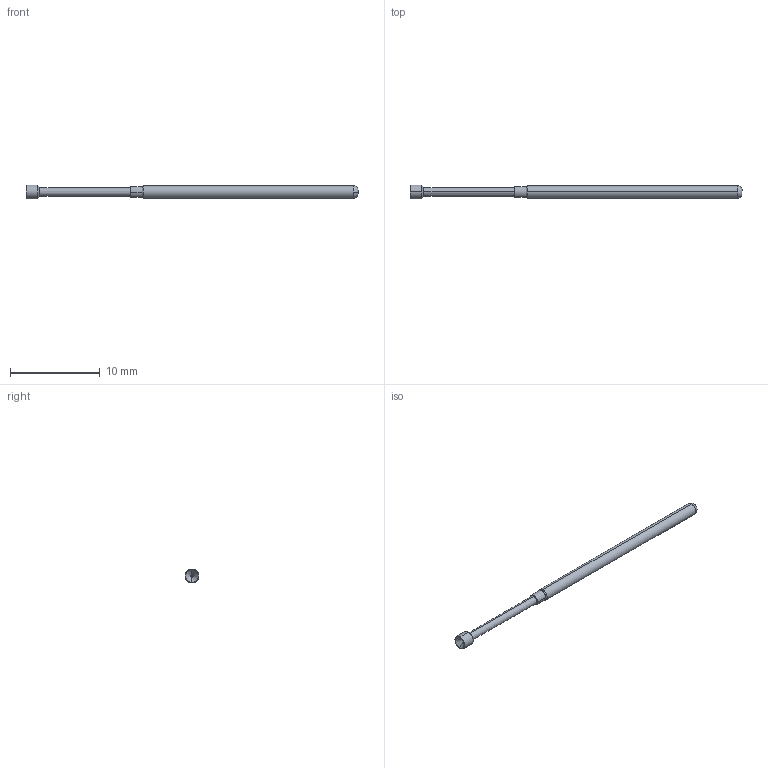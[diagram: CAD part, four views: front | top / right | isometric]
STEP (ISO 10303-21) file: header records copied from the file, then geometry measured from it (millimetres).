
FILE_DESCRIPTION (( 'STEP AP214' ), '1' );
FILE_NAME ('100-4022.STEP', '2022-01-12T20:35:19', ( '' ), ( '' ), 'SwSTEP 2.0', 'SolidWorks 2020', '' );
FILE_SCHEMA (( 'AUTOMOTIVE_DESIGN' ));
Length unit declared in the file: inch
Products named in the file (1): 100-4022
Bounding box: 37.08 x 1.56 x 1.56 mm (x, y, z)
Volume: 46.1 mm3; surface area: 149.8 mm2
Topology: 1 solids, 1 shells, 24 faces, 50 edges, 30 vertices
Faces by surface type: cone 12, cylinder 6, plane 4, torus 2
Entity records: 998 total; most frequent: DIRECTION 132, CARTESIAN_POINT 105, ORIENTED_EDGE 100, AXIS2_PLACEMENT_3D 57, EDGE_CURVE 50, CIRCLE 32, VERTEX_POINT 30, UNCERTAINTY_MEASURE_WITH_UNIT 27
